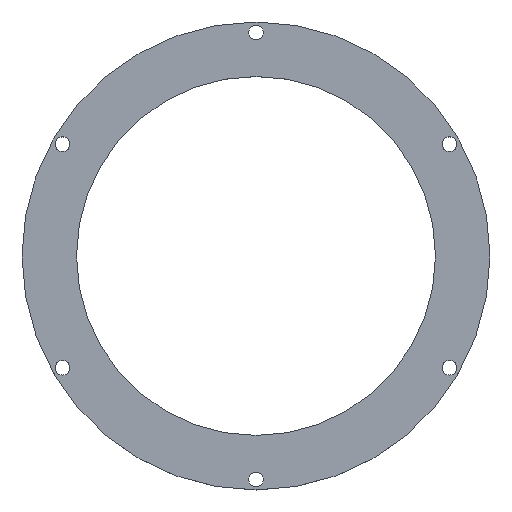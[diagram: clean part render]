
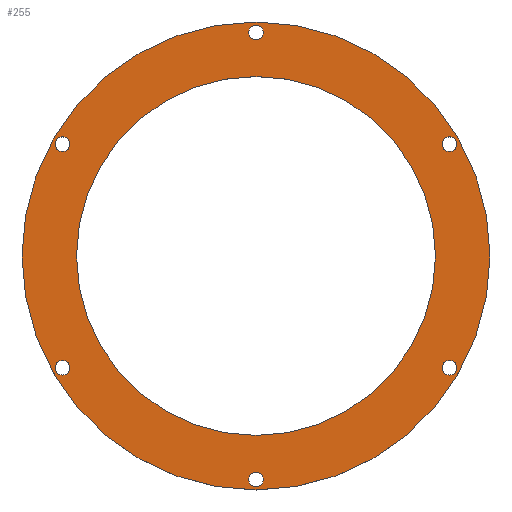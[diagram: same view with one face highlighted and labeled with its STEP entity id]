
A CAD part, top view. The second image highlights one B-rep face of the part: STEP entity #255.
In plain terms, the highlighted face is planar.
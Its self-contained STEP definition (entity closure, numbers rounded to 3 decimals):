
#24=FACE_BOUND('',#69,.T.);
#25=FACE_BOUND('',#70,.T.);
#26=FACE_BOUND('',#71,.T.);
#27=FACE_BOUND('',#72,.T.);
#28=FACE_BOUND('',#73,.T.);
#29=FACE_BOUND('',#74,.T.);
#30=FACE_BOUND('',#75,.T.);
#40=PLANE('',#302);
#53=FACE_OUTER_BOUND('',#68,.T.);
#68=EDGE_LOOP('',(#211));
#69=EDGE_LOOP('',(#212));
#70=EDGE_LOOP('',(#213));
#71=EDGE_LOOP('',(#214));
#72=EDGE_LOOP('',(#215));
#73=EDGE_LOOP('',(#216));
#74=EDGE_LOOP('',(#217));
#75=EDGE_LOOP('',(#218));
#106=CIRCLE('',#277,2.1);
#108=CIRCLE('',#280,2.1);
#110=CIRCLE('',#283,2.1);
#112=CIRCLE('',#286,2.1);
#114=CIRCLE('',#289,2.1);
#116=CIRCLE('',#292,2.1);
#122=CIRCLE('',#301,51.);
#123=CIRCLE('',#303,66.5);
#127=VERTEX_POINT('',#406);
#129=VERTEX_POINT('',#412);
#131=VERTEX_POINT('',#418);
#133=VERTEX_POINT('',#424);
#135=VERTEX_POINT('',#430);
#137=VERTEX_POINT('',#436);
#142=VERTEX_POINT('',#451);
#143=VERTEX_POINT('',#455);
#147=EDGE_CURVE('',#127,#127,#106,.T.);
#150=EDGE_CURVE('',#129,#129,#108,.T.);
#153=EDGE_CURVE('',#131,#131,#110,.T.);
#156=EDGE_CURVE('',#133,#133,#112,.T.);
#159=EDGE_CURVE('',#135,#135,#114,.T.);
#162=EDGE_CURVE('',#137,#137,#116,.T.);
#170=EDGE_CURVE('',#142,#142,#122,.T.);
#171=EDGE_CURVE('',#143,#143,#123,.T.);
#211=ORIENTED_EDGE('',*,*,#171,.F.);
#212=ORIENTED_EDGE('',*,*,#147,.T.);
#213=ORIENTED_EDGE('',*,*,#150,.T.);
#214=ORIENTED_EDGE('',*,*,#153,.T.);
#215=ORIENTED_EDGE('',*,*,#156,.T.);
#216=ORIENTED_EDGE('',*,*,#159,.T.);
#217=ORIENTED_EDGE('',*,*,#162,.T.);
#218=ORIENTED_EDGE('',*,*,#170,.T.);
#255=ADVANCED_FACE('',(#53,#24,#25,#26,#27,#28,#29,#30),#40,.T.);
#277=AXIS2_PLACEMENT_3D('',#407,#321,#322);
#280=AXIS2_PLACEMENT_3D('',#413,#328,#329);
#283=AXIS2_PLACEMENT_3D('',#419,#335,#336);
#286=AXIS2_PLACEMENT_3D('',#425,#342,#343);
#289=AXIS2_PLACEMENT_3D('',#431,#349,#350);
#292=AXIS2_PLACEMENT_3D('',#437,#356,#357);
#301=AXIS2_PLACEMENT_3D('',#453,#376,#377);
#302=AXIS2_PLACEMENT_3D('',#454,#378,#379);
#303=AXIS2_PLACEMENT_3D('',#456,#380,#381);
#321=DIRECTION('center_axis',(0.,-1.,0.));
#322=DIRECTION('ref_axis',(-0.5,0.,-0.866));
#328=DIRECTION('center_axis',(0.,-1.,0.));
#329=DIRECTION('ref_axis',(0.5,0.,-0.866));
#335=DIRECTION('center_axis',(0.,-1.,0.));
#336=DIRECTION('ref_axis',(1.,0.,0.));
#342=DIRECTION('center_axis',(0.,-1.,0.));
#343=DIRECTION('ref_axis',(0.5,0.,0.866));
#349=DIRECTION('center_axis',(0.,-1.,0.));
#350=DIRECTION('ref_axis',(-0.5,0.,0.866));
#356=DIRECTION('center_axis',(0.,-1.,0.));
#357=DIRECTION('ref_axis',(-1.,0.,0.));
#376=DIRECTION('center_axis',(0.,-1.,0.));
#377=DIRECTION('ref_axis',(1.,0.,0.));
#378=DIRECTION('center_axis',(0.,1.,0.));
#379=DIRECTION('ref_axis',(0.,0.,1.));
#380=DIRECTION('center_axis',(0.,-1.,0.));
#381=DIRECTION('ref_axis',(1.,0.,0.));
#406=CARTESIAN_POINT('',(56.043,0.,-29.931));
#407=CARTESIAN_POINT('Origin',(54.993,0.,-31.75));
#412=CARTESIAN_POINT('',(53.943,0.,33.569));
#413=CARTESIAN_POINT('Origin',(54.993,0.,31.75));
#418=CARTESIAN_POINT('',(-2.1,0.,63.5));
#419=CARTESIAN_POINT('Origin',(0.,0.,63.5));
#424=CARTESIAN_POINT('',(-56.043,0.,29.931));
#425=CARTESIAN_POINT('Origin',(-54.993,0.,31.75));
#430=CARTESIAN_POINT('',(-53.943,0.,-33.569));
#431=CARTESIAN_POINT('Origin',(-54.993,0.,-31.75));
#436=CARTESIAN_POINT('',(2.1,0.,-63.5));
#437=CARTESIAN_POINT('Origin',(0.,0.,-63.5));
#451=CARTESIAN_POINT('',(-51.,0.,0.));
#453=CARTESIAN_POINT('Origin',(0.,0.,0.));
#454=CARTESIAN_POINT('Origin',(66.5,0.,0.));
#455=CARTESIAN_POINT('',(-66.5,0.,0.));
#456=CARTESIAN_POINT('Origin',(0.,0.,0.));
